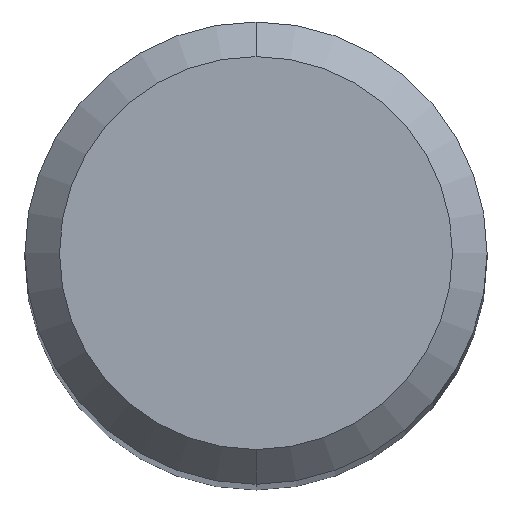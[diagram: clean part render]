
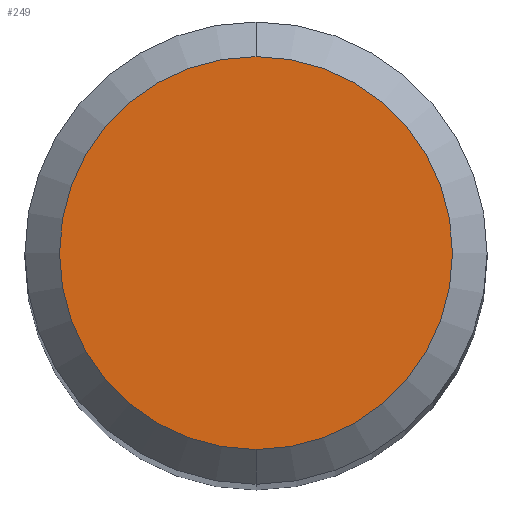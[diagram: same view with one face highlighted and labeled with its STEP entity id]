
A CAD part, top view. The second image highlights one B-rep face of the part: STEP entity #249.
In plain terms, the highlighted planar face has unit normal (0, 0, 1).
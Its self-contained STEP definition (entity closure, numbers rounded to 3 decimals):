
#249=ADVANCED_FACE('',(#546),#547,.T.);
#291=EDGE_CURVE('',#341,#393,#594,.T.);
#341=VERTEX_POINT('',#648);
#387=EDGE_CURVE('',#393,#341,#698,.T.);
#393=VERTEX_POINT('',#705);
#546=FACE_OUTER_BOUND('',#978,.T.);
#547=PLANE('',#979);
#594=CIRCLE('',#1050,1.7);
#648=CARTESIAN_POINT('',(0.0,1.7,27.74));
#698=CIRCLE('',#1322,1.7);
#705=CARTESIAN_POINT('',(0.,-1.7,27.74));
#978=EDGE_LOOP('',(#1513,#1514));
#979=AXIS2_PLACEMENT_3D('',#1515,#1516,#1517);
#1050=AXIS2_PLACEMENT_3D('',#1580,#1581,#1582);
#1322=AXIS2_PLACEMENT_3D('',#1671,#1672,#1673);
#1513=ORIENTED_EDGE('',*,*,#291,.F.);
#1514=ORIENTED_EDGE('',*,*,#387,.F.);
#1515=CARTESIAN_POINT('',(0.0,0.85,27.74));
#1516=DIRECTION('',(-0.0,0.0,1.0));
#1517=DIRECTION('',(0.0,-1.0,0.0));
#1580=CARTESIAN_POINT('',(0.0,0.0,27.74));
#1581=DIRECTION('',(0.0,0.0,-1.0));
#1582=DIRECTION('',(0.0,1.0,0.0));
#1671=CARTESIAN_POINT('',(0.0,0.0,27.74));
#1672=DIRECTION('',(0.0,0.0,-1.0));
#1673=DIRECTION('',(0.0,1.0,0.0));
